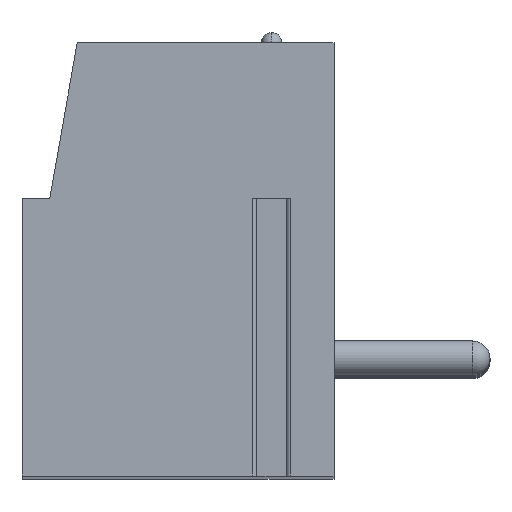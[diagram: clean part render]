
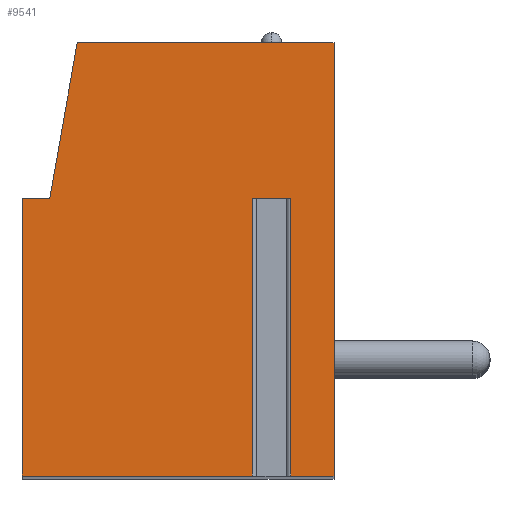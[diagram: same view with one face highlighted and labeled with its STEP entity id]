
A CAD part, top view. The second image highlights one B-rep face of the part: STEP entity #9541.
In plain terms, the highlighted planar face has unit normal (0, 0, 1).
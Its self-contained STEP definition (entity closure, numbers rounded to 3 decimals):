
#13=DIRECTION('',(-1.,0.,0.));
#14=VECTOR('',#13,1.112);
#15=CARTESIAN_POINT('',(3.256,1.75,53.34));
#16=LINE('',#15,#14);
#17=DIRECTION('',(0.,-1.,0.));
#18=VECTOR('',#17,8.);
#19=CARTESIAN_POINT('',(2.144,1.75,53.34));
#20=LINE('',#19,#18);
#21=DIRECTION('',(1.,0.,0.));
#22=VECTOR('',#21,6.644);
#23=CARTESIAN_POINT('',(-4.5,-6.25,53.34));
#24=LINE('',#23,#22);
#25=DIRECTION('',(0.,-1.,0.));
#26=VECTOR('',#25,8.);
#27=CARTESIAN_POINT('',(-4.5,1.75,53.34));
#28=LINE('',#27,#26);
#29=DIRECTION('',(-1.,0.,0.));
#30=VECTOR('',#29,0.8);
#31=CARTESIAN_POINT('',(-3.7,1.75,53.34));
#32=LINE('',#31,#30);
#33=DIRECTION('',(-0.174,-0.985,0.));
#34=VECTOR('',#33,4.569);
#35=CARTESIAN_POINT('',(-2.907,6.25,53.34));
#36=LINE('',#35,#34);
#37=DIRECTION('',(-1.,0.,0.));
#38=VECTOR('',#37,7.407);
#39=CARTESIAN_POINT('',(4.5,6.25,53.34));
#40=LINE('',#39,#38);
#41=DIRECTION('',(0.,1.,0.));
#42=VECTOR('',#41,12.5);
#43=CARTESIAN_POINT('',(4.5,-6.25,53.34));
#44=LINE('',#43,#42);
#45=DIRECTION('',(1.,0.,0.));
#46=VECTOR('',#45,1.244);
#47=CARTESIAN_POINT('',(3.256,-6.25,53.34));
#48=LINE('',#47,#46);
#49=DIRECTION('',(0.,-1.,0.));
#50=VECTOR('',#49,8.);
#51=CARTESIAN_POINT('',(3.256,1.75,53.34));
#52=LINE('',#51,#50);
#7500=CARTESIAN_POINT('',(-3.7,1.75,53.34));
#7501=CARTESIAN_POINT('',(-4.5,1.75,53.34));
#7502=VERTEX_POINT('',#7500);
#7503=VERTEX_POINT('',#7501);
#7504=CARTESIAN_POINT('',(-4.5,-6.25,53.34));
#7505=VERTEX_POINT('',#7504);
#7506=CARTESIAN_POINT('',(4.5,-6.25,53.34));
#7507=CARTESIAN_POINT('',(4.5,6.25,53.34));
#7508=VERTEX_POINT('',#7506);
#7509=VERTEX_POINT('',#7507);
#7510=CARTESIAN_POINT('',(-2.907,6.25,53.34));
#7511=VERTEX_POINT('',#7510);
#7560=CARTESIAN_POINT('',(3.256,1.75,53.34));
#7561=CARTESIAN_POINT('',(2.144,1.75,53.34));
#7562=VERTEX_POINT('',#7560);
#7563=VERTEX_POINT('',#7561);
#7564=CARTESIAN_POINT('',(2.144,-6.25,53.34));
#7565=VERTEX_POINT('',#7564);
#7566=CARTESIAN_POINT('',(3.256,-6.25,53.34));
#7567=VERTEX_POINT('',#7566);
#9514=CARTESIAN_POINT('',(0.,0.,53.34));
#9515=DIRECTION('',(0.,0.,1.));
#9516=DIRECTION('',(1.,0.,0.));
#9517=AXIS2_PLACEMENT_3D('',#9514,#9515,#9516);
#9518=PLANE('',#9517);
#9520=ORIENTED_EDGE('',*,*,#9519,.T.);
#9522=ORIENTED_EDGE('',*,*,#9521,.T.);
#9524=ORIENTED_EDGE('',*,*,#9523,.F.);
#9526=ORIENTED_EDGE('',*,*,#9525,.F.);
#9528=ORIENTED_EDGE('',*,*,#9527,.F.);
#9530=ORIENTED_EDGE('',*,*,#9529,.F.);
#9532=ORIENTED_EDGE('',*,*,#9531,.F.);
#9534=ORIENTED_EDGE('',*,*,#9533,.F.);
#9536=ORIENTED_EDGE('',*,*,#9535,.F.);
#9538=ORIENTED_EDGE('',*,*,#9537,.F.);
#9539=EDGE_LOOP('',(#9520,#9522,#9524,#9526,#9528,#9530,#9532,#9534,#9536,
#9538));
#9540=FACE_OUTER_BOUND('',#9539,.F.);
#9519=EDGE_CURVE('',#7562,#7563,#16,.T.);
#9521=EDGE_CURVE('',#7563,#7565,#20,.T.);
#9523=EDGE_CURVE('',#7505,#7565,#24,.T.);
#9525=EDGE_CURVE('',#7503,#7505,#28,.T.);
#9527=EDGE_CURVE('',#7502,#7503,#32,.T.);
#9529=EDGE_CURVE('',#7511,#7502,#36,.T.);
#9531=EDGE_CURVE('',#7509,#7511,#40,.T.);
#9533=EDGE_CURVE('',#7508,#7509,#44,.T.);
#9535=EDGE_CURVE('',#7567,#7508,#48,.T.);
#9537=EDGE_CURVE('',#7562,#7567,#52,.T.);
#9541=ADVANCED_FACE('',(#9540),#9518,.T.);
